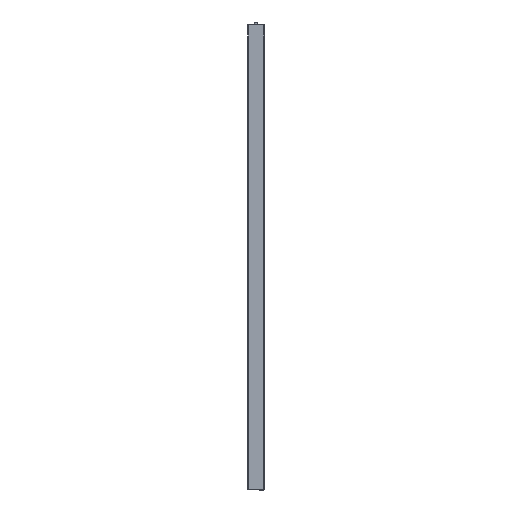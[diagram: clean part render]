
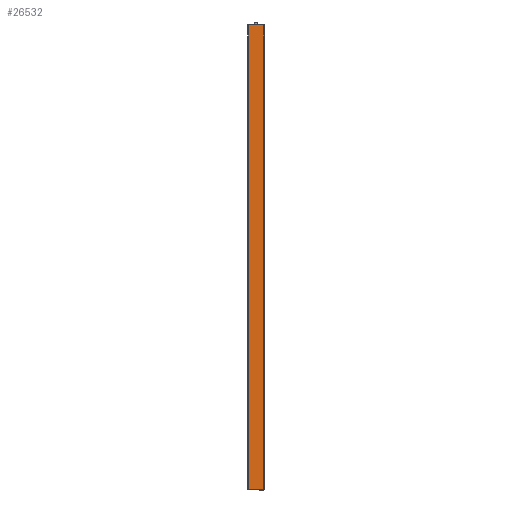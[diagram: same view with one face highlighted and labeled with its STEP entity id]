
A CAD part, left-side view. The second image highlights one B-rep face of the part: STEP entity #26532.
In plain terms, the highlighted planar face has unit normal (-1, 0.024, 0).
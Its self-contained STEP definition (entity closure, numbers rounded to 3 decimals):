
#1940 = AXIS2_PLACEMENT_3D ( 'NONE', #13120, #12068, #33656 ) ;
#3295 = CARTESIAN_POINT ( 'NONE',  ( -6.227, 36.312, 1084. ) ) ;
#5540 = DIRECTION ( 'NONE',  ( -0.024, -1., 0. ) ) ;
#6636 = CARTESIAN_POINT ( 'NONE',  ( -7.102, -0.281, 0. ) ) ;
#6808 = LINE ( 'NONE', #3295, #32284 ) ;
#6893 = DIRECTION ( 'NONE',  ( -0.024, -1., 0. ) ) ;
#7119 = ORIENTED_EDGE ( 'NONE', *, *, #52258, .F. ) ;
#8204 = ORIENTED_EDGE ( 'NONE', *, *, #30620, .T. ) ;
#10482 = CARTESIAN_POINT ( 'NONE',  ( -6.227, 36.312, 0. ) ) ;
#12068 = DIRECTION ( 'NONE',  ( 1., -0.024, 0. ) ) ;
#13120 = CARTESIAN_POINT ( 'NONE',  ( -7.102, -0.281, 1084. ) ) ;
#14515 = VERTEX_POINT ( 'NONE', #43141 ) ;
#15407 = VECTOR ( 'NONE', #5540, 1000. ) ;
#15637 = ORIENTED_EDGE ( 'NONE', *, *, #26849, .T. ) ;
#17011 = EDGE_LOOP ( 'NONE', ( #15637, #47751, #7119, #8204 ) ) ;
#19512 = DIRECTION ( 'NONE',  ( 0., 0., -1. ) ) ;
#25300 = PLANE ( 'NONE',  #1940 ) ;
#26288 = DIRECTION ( 'NONE',  ( 0., 0., -1. ) ) ;
#26333 = LINE ( 'NONE', #38757, #15407 ) ;
#26532 = ADVANCED_FACE ( 'NONE', ( #37719 ), #25300, .F. ) ;
#26849 = EDGE_CURVE ( 'NONE', #48516, #36553, #52830, .T. ) ;
#30321 = LINE ( 'NONE', #46818, #40061 ) ;
#30531 = CARTESIAN_POINT ( 'NONE',  ( -6.227, 36.312, 1084. ) ) ;
#30620 = EDGE_CURVE ( 'NONE', #48113, #48516, #6808, .T. ) ;
#32284 = VECTOR ( 'NONE', #19512, 1000. ) ;
#33656 = DIRECTION ( 'NONE',  ( 0.024, 1., 0. ) ) ;
#36553 = VERTEX_POINT ( 'NONE', #42467 ) ;
#37719 = FACE_OUTER_BOUND ( 'NONE', #17011, .T. ) ;
#38757 = CARTESIAN_POINT ( 'NONE',  ( -7.102, -0.281, 1084. ) ) ;
#40061 = VECTOR ( 'NONE', #26288, 1000. ) ;
#42467 = CARTESIAN_POINT ( 'NONE',  ( -7.102, -0.281, 0. ) ) ;
#43141 = CARTESIAN_POINT ( 'NONE',  ( -7.102, -0.281, 1084. ) ) ;
#45934 = VECTOR ( 'NONE', #6893, 1000. ) ;
#46818 = CARTESIAN_POINT ( 'NONE',  ( -7.102, -0.281, 1084. ) ) ;
#47751 = ORIENTED_EDGE ( 'NONE', *, *, #47920, .F. ) ;
#47920 = EDGE_CURVE ( 'NONE', #14515, #36553, #30321, .T. ) ;
#48113 = VERTEX_POINT ( 'NONE', #30531 ) ;
#48516 = VERTEX_POINT ( 'NONE', #10482 ) ;
#52258 = EDGE_CURVE ( 'NONE', #48113, #14515, #26333, .T. ) ;
#52830 = LINE ( 'NONE', #6636, #45934 ) ;
